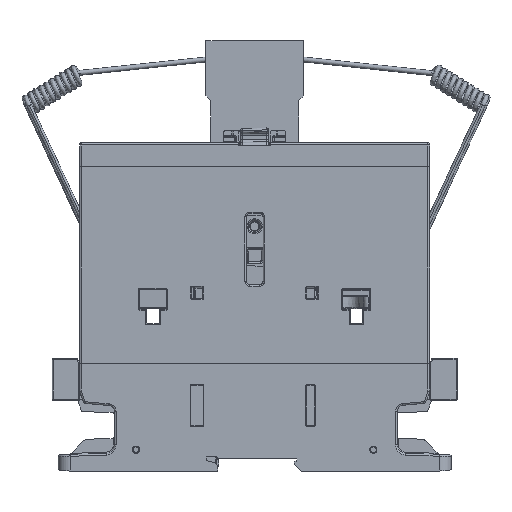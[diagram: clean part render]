
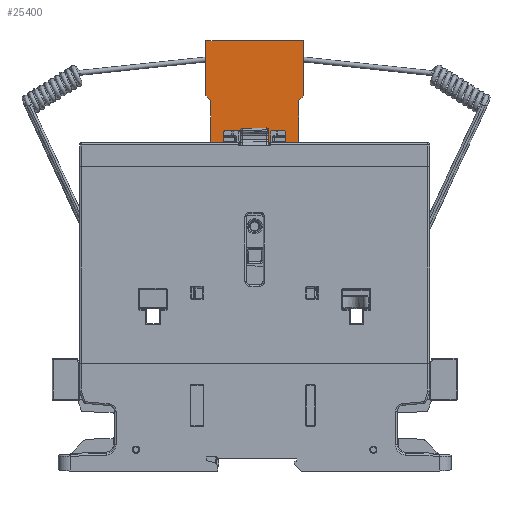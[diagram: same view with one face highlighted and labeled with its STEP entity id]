
A CAD part, front view. The second image highlights one B-rep face of the part: STEP entity #25400.
In plain terms, the highlighted planar face has unit normal (0, -1, 0).
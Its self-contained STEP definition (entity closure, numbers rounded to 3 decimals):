
#4058=LINE('',#138299,#12277);
#4059=LINE('',#138302,#12278);
#4060=LINE('',#138304,#12279);
#4061=LINE('',#138306,#12280);
#4062=LINE('',#138308,#12281);
#4063=LINE('',#138310,#12282);
#4064=LINE('',#138312,#12283);
#4065=LINE('',#138314,#12284);
#12277=VECTOR('',#89590,1.);
#12278=VECTOR('',#89591,1.);
#12279=VECTOR('',#89592,1.);
#12280=VECTOR('',#89593,1.);
#12281=VECTOR('',#89594,1.);
#12282=VECTOR('',#89595,1.);
#12283=VECTOR('',#89596,1.);
#12284=VECTOR('',#89597,1.);
#20870=PLANE('',#79345);
#25400=ADVANCED_FACE('',(#28579),#20870,.F.);
#28579=FACE_OUTER_BOUND('',#31860,.T.);
#31860=EDGE_LOOP('',(#39060,#39061,#39062,#39063,#39064,#39065,#39066,#39067));
#39060=ORIENTED_EDGE('',*,*,#67023,.F.);
#39061=ORIENTED_EDGE('',*,*,#67024,.F.);
#39062=ORIENTED_EDGE('',*,*,#67025,.F.);
#39063=ORIENTED_EDGE('',*,*,#67026,.F.);
#39064=ORIENTED_EDGE('',*,*,#67027,.T.);
#39065=ORIENTED_EDGE('',*,*,#67028,.F.);
#39066=ORIENTED_EDGE('',*,*,#67029,.F.);
#39067=ORIENTED_EDGE('',*,*,#67030,.F.);
#56583=VERTEX_POINT('',#138300);
#56584=VERTEX_POINT('',#138301);
#56585=VERTEX_POINT('',#138303);
#56586=VERTEX_POINT('',#138305);
#56587=VERTEX_POINT('',#138307);
#56588=VERTEX_POINT('',#138309);
#56589=VERTEX_POINT('',#138311);
#56590=VERTEX_POINT('',#138313);
#67023=EDGE_CURVE('',#56583,#56584,#4058,.T.);
#67024=EDGE_CURVE('',#56585,#56583,#4059,.T.);
#67025=EDGE_CURVE('',#56586,#56585,#4060,.T.);
#67026=EDGE_CURVE('',#56587,#56586,#4061,.T.);
#67027=EDGE_CURVE('',#56587,#56588,#4062,.T.);
#67028=EDGE_CURVE('',#56589,#56588,#4063,.T.);
#67029=EDGE_CURVE('',#56590,#56589,#4064,.T.);
#67030=EDGE_CURVE('',#56584,#56590,#4065,.T.);
#79345=AXIS2_PLACEMENT_3D('',#138315,#89598,#89599);
#89590=DIRECTION('',(1.,0.,0.));
#89591=DIRECTION('',(0.,0.,1.));
#89592=DIRECTION('',(-0.707,0.,0.707));
#89593=DIRECTION('',(0.,0.,1.));
#89594=DIRECTION('',(1.,0.,0.));
#89595=DIRECTION('',(0.,0.,-1.));
#89596=DIRECTION('',(-0.707,0.,-0.707));
#89597=DIRECTION('',(0.,0.,-1.));
#89598=DIRECTION('',(0.,1.,0.));
#89599=DIRECTION('',(0.,0.,1.));
#138299=CARTESIAN_POINT('',(20.301,-53.6,174.1));
#138300=CARTESIAN_POINT('',(-20.299,-53.6,174.1));
#138301=CARTESIAN_POINT('',(20.301,-53.6,174.1));
#138302=CARTESIAN_POINT('',(-20.299,-53.6,174.1));
#138303=CARTESIAN_POINT('',(-20.299,-53.6,151.099));
#138304=CARTESIAN_POINT('',(-20.299,-53.6,151.099));
#138305=CARTESIAN_POINT('',(-18.3,-53.6,149.1));
#138306=CARTESIAN_POINT('',(-18.3,-53.6,149.1));
#138307=CARTESIAN_POINT('',(-18.3,-53.6,131.6));
#138308=CARTESIAN_POINT('',(0.,-53.6,131.6));
#138309=CARTESIAN_POINT('',(18.3,-53.6,131.6));
#138310=CARTESIAN_POINT('',(18.3,-53.6,138.1));
#138311=CARTESIAN_POINT('',(18.3,-53.6,149.1));
#138312=CARTESIAN_POINT('',(18.3,-53.6,149.1));
#138313=CARTESIAN_POINT('',(20.301,-53.6,151.099));
#138314=CARTESIAN_POINT('',(20.301,-53.6,151.099));
#138315=CARTESIAN_POINT('',(0.,-53.6,156.511));
